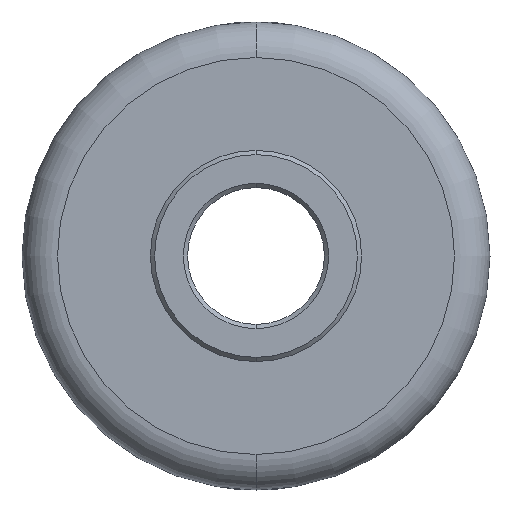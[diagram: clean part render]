
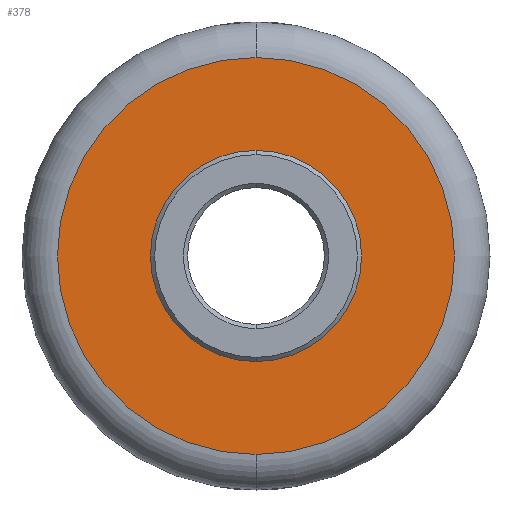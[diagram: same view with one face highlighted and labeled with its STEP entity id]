
A CAD part, front view. The second image highlights one B-rep face of the part: STEP entity #378.
In plain terms, the highlighted planar face has unit normal (0, -1, 0).
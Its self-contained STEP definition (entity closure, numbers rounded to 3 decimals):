
#8 = ORIENTED_EDGE ( 'NONE', *, *, #638, .T. ) ;
#10 = AXIS2_PLACEMENT_3D ( 'NONE', #95, #1445, #1268 ) ;
#95 = CARTESIAN_POINT ( 'NONE',  ( 0., 0., 0. ) ) ;
#135 = AXIS2_PLACEMENT_3D ( 'NONE', #1035, #347, #163 ) ;
#163 = DIRECTION ( 'NONE',  ( 0., 0., -1. ) ) ;
#166 = ORIENTED_EDGE ( 'NONE', *, *, #217, .F. ) ;
#168 = VERTEX_POINT ( 'NONE', #1213 ) ;
#188 = ORIENTED_EDGE ( 'NONE', *, *, #869, .F. ) ;
#217 = EDGE_CURVE ( 'NONE', #743, #168, #936, .T. ) ;
#347 = DIRECTION ( 'NONE',  ( 0., -1., 0. ) ) ;
#378 = ADVANCED_FACE ( 'NONE', ( #909, #657 ), #1227, .T. ) ;
#380 = CARTESIAN_POINT ( 'NONE',  ( 0., 0., 23.5 ) ) ;
#460 = DIRECTION ( 'NONE',  ( 0., 0., -1. ) ) ;
#498 = VERTEX_POINT ( 'NONE', #380 ) ;
#580 = AXIS2_PLACEMENT_3D ( 'NONE', #1055, #884, #712 ) ;
#633 = DIRECTION ( 'NONE',  ( 0., -1., 0. ) ) ;
#638 = EDGE_CURVE ( 'NONE', #498, #663, #1133, .T. ) ;
#657 = FACE_BOUND ( 'NONE', #900, .T. ) ;
#663 = VERTEX_POINT ( 'NONE', #947 ) ;
#712 = DIRECTION ( 'NONE',  ( 0., 0., -1. ) ) ;
#743 = VERTEX_POINT ( 'NONE', #823 ) ;
#772 = AXIS2_PLACEMENT_3D ( 'NONE', #798, #633, #460 ) ;
#798 = CARTESIAN_POINT ( 'NONE',  ( 0., 0., 0. ) ) ;
#823 = CARTESIAN_POINT ( 'NONE',  ( 0., 0., -9.65 ) ) ;
#869 = EDGE_CURVE ( 'NONE', #168, #743, #1019, .T. ) ;
#884 = DIRECTION ( 'NONE',  ( 0., -1., 0. ) ) ;
#900 = EDGE_LOOP ( 'NONE', ( #166, #188 ) ) ;
#909 = FACE_OUTER_BOUND ( 'NONE', #1258, .T. ) ;
#936 = CIRCLE ( 'NONE', #10, 9.65 ) ;
#947 = CARTESIAN_POINT ( 'NONE',  ( 0., 0., -23.5 ) ) ;
#1019 = CIRCLE ( 'NONE', #772, 9.65 ) ;
#1035 = CARTESIAN_POINT ( 'NONE',  ( 0., 0., 0. ) ) ;
#1055 = CARTESIAN_POINT ( 'NONE',  ( 9.65, 0., 0. ) ) ;
#1097 = CARTESIAN_POINT ( 'NONE',  ( 0., 0., 0. ) ) ;
#1126 = EDGE_CURVE ( 'NONE', #663, #498, #1535, .T. ) ;
#1133 = CIRCLE ( 'NONE', #135, 23.5 ) ;
#1213 = CARTESIAN_POINT ( 'NONE',  ( 0., 0., 9.65 ) ) ;
#1227 = PLANE ( 'NONE',  #580 ) ;
#1258 = EDGE_LOOP ( 'NONE', ( #1409, #8 ) ) ;
#1268 = DIRECTION ( 'NONE',  ( 0., 0., -1. ) ) ;
#1409 = ORIENTED_EDGE ( 'NONE', *, *, #1126, .T. ) ;
#1445 = DIRECTION ( 'NONE',  ( 0., -1., 0. ) ) ;
#1451 = DIRECTION ( 'NONE',  ( 0., -1., 0. ) ) ;
#1500 = AXIS2_PLACEMENT_3D ( 'NONE', #1097, #1451, #1625 ) ;
#1535 = CIRCLE ( 'NONE', #1500, 23.5 ) ;
#1625 = DIRECTION ( 'NONE',  ( 0., 0., -1. ) ) ;
